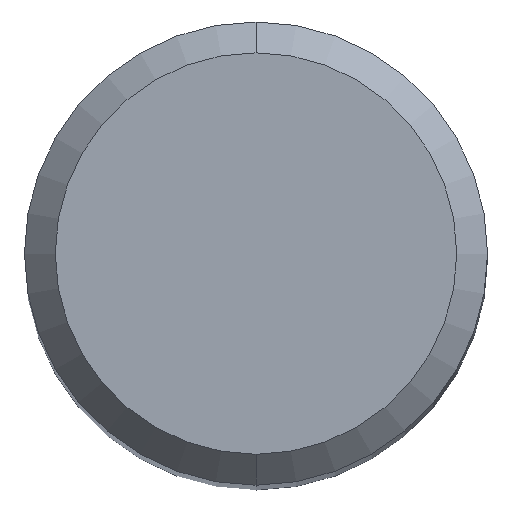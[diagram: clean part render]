
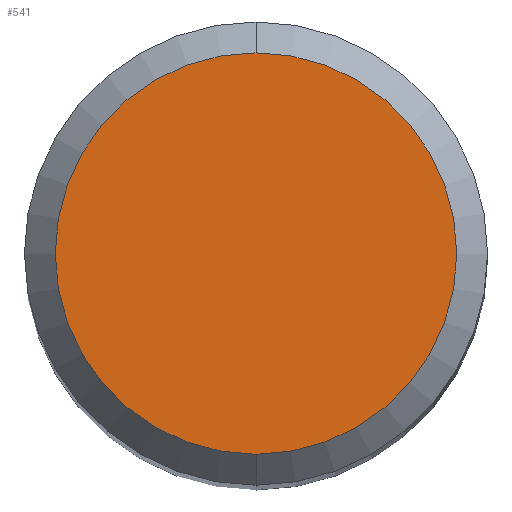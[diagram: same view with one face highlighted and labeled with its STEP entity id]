
A CAD part, top view. The second image highlights one B-rep face of the part: STEP entity #541.
In plain terms, the highlighted planar face has unit normal (0, 0, 1).
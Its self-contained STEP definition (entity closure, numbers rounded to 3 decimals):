
#253=EDGE_CURVE('',#405,#287,#616,.T.);
#287=VERTEX_POINT('',#654);
#401=EDGE_CURVE('',#287,#405,#787,.T.);
#405=VERTEX_POINT('',#792);
#541=ADVANCED_FACE('',(#938),#939,.T.);
#616=CIRCLE('',#1059,2.6);
#654=CARTESIAN_POINT('',(0.,-2.6,0.0));
#787=CIRCLE('',#1345,2.6);
#792=CARTESIAN_POINT('',(0.0,2.6,0.0));
#938=FACE_OUTER_BOUND('',#1656,.T.);
#939=PLANE('',#1657);
#1059=AXIS2_PLACEMENT_3D('',#1710,#1711,#1712);
#1345=AXIS2_PLACEMENT_3D('',#1937,#1938,#1939);
#1656=EDGE_LOOP('',(#2090,#2091));
#1657=AXIS2_PLACEMENT_3D('',#2092,#2093,#2094);
#1710=CARTESIAN_POINT('',(0.0,0.0,0.0));
#1711=DIRECTION('',(0.0,0.0,-1.0));
#1712=DIRECTION('',(0.0,1.0,0.0));
#1937=CARTESIAN_POINT('',(0.0,0.0,0.0));
#1938=DIRECTION('',(0.0,0.0,-1.0));
#1939=DIRECTION('',(0.0,1.0,0.0));
#2090=ORIENTED_EDGE('',*,*,#253,.F.);
#2091=ORIENTED_EDGE('',*,*,#401,.F.);
#2092=CARTESIAN_POINT('',(0.0,1.3,0.0));
#2093=DIRECTION('',(-0.0,0.0,1.0));
#2094=DIRECTION('',(0.0,-1.0,0.0));
